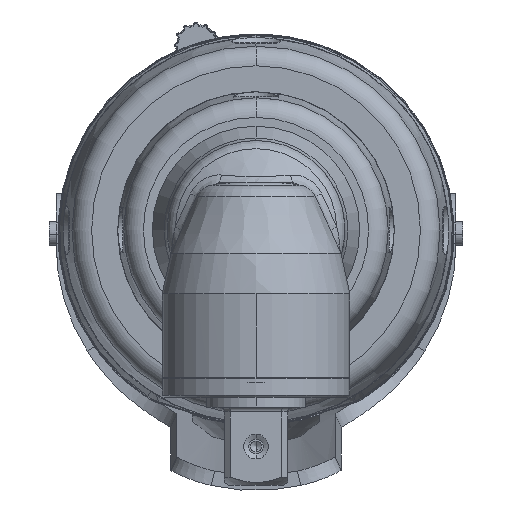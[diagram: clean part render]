
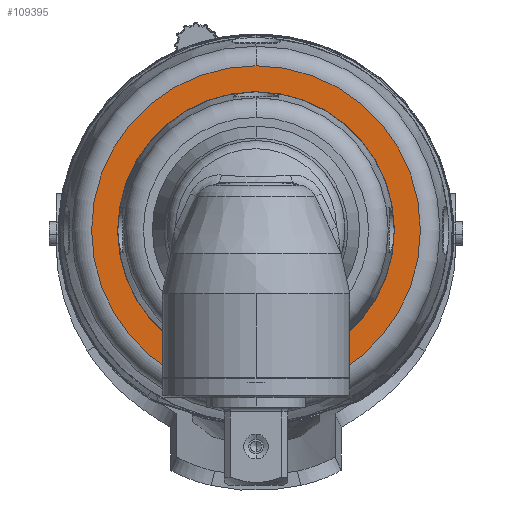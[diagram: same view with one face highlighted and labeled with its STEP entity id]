
A CAD part, top view. The second image highlights one B-rep face of the part: STEP entity #109395.
In plain terms, the highlighted planar face has unit normal (0, 0, 1).
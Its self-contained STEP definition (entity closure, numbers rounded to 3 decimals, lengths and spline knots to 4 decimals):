
#38442=CARTESIAN_POINT('',(0.,0.,0.3228));
#38443=DIRECTION('',(0.,0.,1.));
#38444=DIRECTION('',(0.,1.,0.));
#38445=AXIS2_PLACEMENT_3D('',#38442,#38443,#38444);
#38447=CARTESIAN_POINT('',(0.,0.,0.3228));
#38448=DIRECTION('',(0.,0.,-1.));
#38449=DIRECTION('',(0.,1.,0.));
#38450=AXIS2_PLACEMENT_3D('',#38447,#38448,#38449);
#38452=CARTESIAN_POINT('',(0.,0.,0.3228));
#38453=DIRECTION('',(0.,0.,-1.));
#38454=DIRECTION('',(0.,1.,0.));
#38455=AXIS2_PLACEMENT_3D('',#38452,#38453,#38454);
#38457=CARTESIAN_POINT('',(0.,0.,0.3228));
#38458=DIRECTION('',(0.,0.,-1.));
#38459=DIRECTION('',(0.,-1.,0.));
#38460=AXIS2_PLACEMENT_3D('',#38457,#38458,#38459);
#70129=CARTESIAN_POINT('',(0.,0.4823,0.3228));
#70130=CARTESIAN_POINT('',(0.,-0.4823,0.3228));
#70131=VERTEX_POINT('',#70129);
#70132=VERTEX_POINT('',#70130);
#70569=CARTESIAN_POINT('',(0.,0.6555,0.3228));
#70571=VERTEX_POINT('',#70569);
#70573=CARTESIAN_POINT('',(0.,-0.6555,0.3228));
#70575=VERTEX_POINT('',#70573);
#109380=CARTESIAN_POINT('',(0.,0.,0.3228));
#109381=DIRECTION('',(0.,0.,-1.));
#109382=DIRECTION('',(0.,-1.,0.));
#109383=AXIS2_PLACEMENT_3D('',#109380,#109381,#109382);
#109384=PLANE('',#109383);
#109385=ORIENTED_EDGE('',*,*,#109359,.F.);
#109386=ORIENTED_EDGE('',*,*,#109375,.T.);
#109387=EDGE_LOOP('',(#109385,#109386));
#109388=FACE_OUTER_BOUND('',#109387,.F.);
#109390=ORIENTED_EDGE('',*,*,#109389,.F.);
#109392=ORIENTED_EDGE('',*,*,#109391,.F.);
#109393=EDGE_LOOP('',(#109390,#109392));
#109394=FACE_BOUND('',#109393,.F.);
#109395=ADVANCED_FACE('',(#109388,#109394),#109384,.F.);
#38446=CIRCLE('',#38445,0.6555);
#38451=CIRCLE('',#38450,0.6555);
#38456=CIRCLE('',#38455,0.4823);
#38461=CIRCLE('',#38460,0.4823);
#109359=EDGE_CURVE('',#70571,#70575,#38446,.T.);
#109375=EDGE_CURVE('',#70571,#70575,#38451,.T.);
#109389=EDGE_CURVE('',#70131,#70132,#38456,.T.);
#109391=EDGE_CURVE('',#70132,#70131,#38461,.T.);
